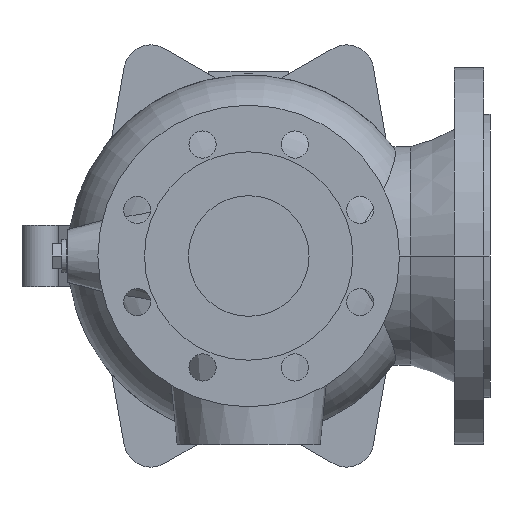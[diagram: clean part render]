
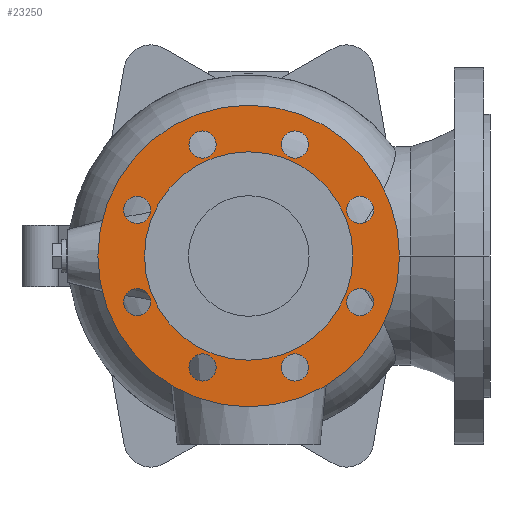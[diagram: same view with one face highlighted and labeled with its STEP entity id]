
A CAD part, front view. The second image highlights one B-rep face of the part: STEP entity #23250.
In plain terms, the highlighted planar face has unit normal (0, -1, 0).
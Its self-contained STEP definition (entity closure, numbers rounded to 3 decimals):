
#2170=CARTESIAN_POINT('',(69.1,4.,0.));
#2180=VERTEX_POINT('',#2170);
#2210=CARTESIAN_POINT('',(0.,4.,0.));
#2220=DIRECTION('',(0.,-1.,-0.));
#2230=DIRECTION('',(-1.,0.,0.));
#2240=AXIS2_PLACEMENT_3D('',#2210,#2220,#2230);
#2250=CIRCLE('',#2240,69.1);
#2260=CARTESIAN_POINT('',(-69.1,4.,0.))
;
#2270=VERTEX_POINT('',#2260);
#2280=EDGE_CURVE('',#2270,#2180,#2250,.T.);
#2570=CARTESIAN_POINT('',(-100.,4.,0.))
;
#2580=VERTEX_POINT('',#2570);
#2760=CARTESIAN_POINT('',(100.,4.,0.));
#2770=VERTEX_POINT('',#2760);
#2800=CARTESIAN_POINT('',(0.,4.,0.));
#2810=DIRECTION('',(0.,-1.,-0.));
#2820=DIRECTION('',(-1.,0.,0.));
#2830=AXIS2_PLACEMENT_3D('',#2800,#2810,#2820);
#2840=CIRCLE('',#2830,100.);
#2850=EDGE_CURVE('',#2770,#2580,#2840,.T.);
#4170=CARTESIAN_POINT('',(-82.91,4.,-30.615));
#4180=VERTEX_POINT('',#4170);
#4210=CARTESIAN_POINT('',(-73.91,4.,
-30.615));
#4220=DIRECTION('',(0.,1.,0.));
#4230=DIRECTION('',(-1.,0.,0.));
#4240=AXIS2_PLACEMENT_3D('',#4210,#4220,#4230);
#4250=CIRCLE('',#4240,9.);
#4260=CARTESIAN_POINT('',(-64.91,4.,
-30.615));
#4270=VERTEX_POINT('',#4260);
#4280=EDGE_CURVE('',#4180,#4270,#4250,.T.);
#4590=CARTESIAN_POINT('',(-64.91,4.,
30.615));
#4600=VERTEX_POINT('',#4590);
#4760=CARTESIAN_POINT('',(-82.91,4.,
30.615));
#4770=VERTEX_POINT('',#4760);
#4800=CARTESIAN_POINT('',(-73.91,4.,
30.615));
#4810=DIRECTION('',(0.,1.,0.));
#4820=DIRECTION('',(-1.,0.,0.));
#4830=AXIS2_PLACEMENT_3D('',#4800,#4810,#4820);
#4840=CIRCLE('',#4830,9.);
#4850=EDGE_CURVE('',#4770,#4600,#4840,.T.);
#5010=CARTESIAN_POINT('',(-39.615,4.,73.91));
#5020=VERTEX_POINT('',#5010);
#5050=CARTESIAN_POINT('',(-30.615,4.,
73.91));
#5060=DIRECTION('',(0.,1.,0.));
#5070=DIRECTION('',(-1.,0.,0.));
#5080=AXIS2_PLACEMENT_3D('',#5050,#5060,#5070);
#5090=CIRCLE('',#5080,9.);
#5100=CARTESIAN_POINT('',(-21.615,4.,
73.91));
#5110=VERTEX_POINT('',#5100);
#5120=EDGE_CURVE('',#5020,#5110,#5090,.T.);
#5430=CARTESIAN_POINT('',(39.615,4.,
73.91));
#5440=VERTEX_POINT('',#5430);
#5600=CARTESIAN_POINT('',(21.615,4.,
73.91));
#5610=VERTEX_POINT('',#5600);
#5640=CARTESIAN_POINT('',(30.615,4.,
73.91));
#5650=DIRECTION('',(0.,1.,0.));
#5660=DIRECTION('',(-1.,0.,0.));
#5670=AXIS2_PLACEMENT_3D('',#5640,#5650,#5660);
#5680=CIRCLE('',#5670,9.);
#5690=EDGE_CURVE('',#5610,#5440,#5680,.T.);
#5850=CARTESIAN_POINT('',(82.91,4.,
30.615));
#5860=VERTEX_POINT('',#5850);
#6020=CARTESIAN_POINT('',(64.91,4.,
30.615));
#6030=VERTEX_POINT('',#6020);
#6060=CARTESIAN_POINT('',(73.91,4.,
30.615));
#6070=DIRECTION('',(0.,1.,0.));
#6080=DIRECTION('',(-1.,0.,0.));
#6090=AXIS2_PLACEMENT_3D('',#6060,#6070,#6080);
#6100=CIRCLE('',#6090,9.);
#6110=EDGE_CURVE('',#6030,#5860,#6100,.T.);
#6270=CARTESIAN_POINT('',(82.91,4.,
-30.615));
#6280=VERTEX_POINT('',#6270);
#6310=CARTESIAN_POINT('',(73.91,4.,
-30.615));
#6320=DIRECTION('',(0.,1.,0.));
#6330=DIRECTION('',(-1.,0.,0.));
#6340=AXIS2_PLACEMENT_3D('',#6310,#6320,#6330);
#6350=CIRCLE('',#6340,9.);
#6360=CARTESIAN_POINT('',(64.91,4.,
-30.615));
#6370=VERTEX_POINT('',#6360);
#6380=EDGE_CURVE('',#6280,#6370,#6350,.T.);
#6690=CARTESIAN_POINT('',(21.615,4.,-73.91));
#6700=VERTEX_POINT('',#6690);
#6860=CARTESIAN_POINT('',(39.615,4.,
-73.91));
#6870=VERTEX_POINT('',#6860);
#6900=CARTESIAN_POINT('',(30.615,4.,
-73.91));
#6910=DIRECTION('',(0.,1.,0.));
#6920=DIRECTION('',(-1.,0.,0.));
#6930=AXIS2_PLACEMENT_3D('',#6900,#6910,#6920);
#6940=CIRCLE('',#6930,9.);
#6950=EDGE_CURVE('',#6870,#6700,#6940,.T.);
#7110=CARTESIAN_POINT('',(-21.615,4.,
-73.91));
#7120=VERTEX_POINT('',#7110);
#7280=CARTESIAN_POINT('',(-39.615,4.,
-73.91));
#7290=VERTEX_POINT('',#7280);
#7320=CARTESIAN_POINT('',(-30.615,4.,
-73.91));
#7330=DIRECTION('',(0.,1.,0.));
#7340=DIRECTION('',(-1.,0.,0.));
#7350=AXIS2_PLACEMENT_3D('',#7320,#7330,#7340);
#7360=CIRCLE('',#7350,9.);
#7370=EDGE_CURVE('',#7290,#7120,#7360,.T.);
#22700=CARTESIAN_POINT('',(-84.55,4.,0.
));
#22710=DIRECTION('',(0.,-1.,-0.));
#22720=DIRECTION('',(-1.,0.,0.));
#22730=AXIS2_PLACEMENT_3D('',#22700,#22710,#22720);
#22740=PLANE('',#22730);
#22750=EDGE_CURVE('',#7120,#7290,#7360,.T.);
#22760=ORIENTED_EDGE('',*,*,#22750,.T.);
#22770=ORIENTED_EDGE('',*,*,#7370,.T.);
#22780=EDGE_LOOP('',(#22770,#22760));
#22790=FACE_BOUND('',#22780,.T.);
#22800=EDGE_CURVE('',#6700,#6870,#6940,.T.);
#22810=ORIENTED_EDGE('',*,*,#22800,.T.);
#22820=ORIENTED_EDGE('',*,*,#6950,.T.);
#22830=EDGE_LOOP('',(#22820,#22810));
#22840=FACE_BOUND('',#22830,.T.);
#22850=ORIENTED_EDGE('',*,*,#6380,.T.);
#22860=EDGE_CURVE('',#6370,#6280,#6350,.T.);
#22870=ORIENTED_EDGE('',*,*,#22860,.T.);
#22880=EDGE_LOOP('',(#22870,#22850));
#22890=FACE_BOUND('',#22880,.T.);
#22900=EDGE_CURVE('',#5860,#6030,#6100,.T.);
#22910=ORIENTED_EDGE('',*,*,#22900,.T.);
#22920=ORIENTED_EDGE('',*,*,#6110,.T.);
#22930=EDGE_LOOP('',(#22920,#22910));
#22940=FACE_BOUND('',#22930,.T.);
#22950=EDGE_CURVE('',#5440,#5610,#5680,.T.);
#22960=ORIENTED_EDGE('',*,*,#22950,.T.);
#22970=ORIENTED_EDGE('',*,*,#5690,.T.);
#22980=EDGE_LOOP('',(#22970,#22960));
#22990=FACE_BOUND('',#22980,.T.);
#23000=ORIENTED_EDGE('',*,*,#5120,.T.);
#23010=EDGE_CURVE('',#5110,#5020,#5090,.T.);
#23020=ORIENTED_EDGE('',*,*,#23010,.T.);
#23030=EDGE_LOOP('',(#23020,#23000));
#23040=FACE_BOUND('',#23030,.T.);
#23050=EDGE_CURVE('',#4600,#4770,#4840,.T.);
#23060=ORIENTED_EDGE('',*,*,#23050,.T.);
#23070=ORIENTED_EDGE('',*,*,#4850,.T.);
#23080=EDGE_LOOP('',(#23070,#23060));
#23090=FACE_BOUND('',#23080,.T.);
#23100=ORIENTED_EDGE('',*,*,#4280,.T.);
#23110=EDGE_CURVE('',#4270,#4180,#4250,.T.);
#23120=ORIENTED_EDGE('',*,*,#23110,.T.);
#23130=EDGE_LOOP('',(#23120,#23100));
#23140=FACE_BOUND('',#23130,.T.);
#23150=EDGE_CURVE('',#2180,#2270,#2250,.T.);
#23160=ORIENTED_EDGE('',*,*,#23150,.F.);
#23170=ORIENTED_EDGE('',*,*,#2280,.F.);
#23180=EDGE_LOOP('',(#23170,#23160));
#23190=FACE_BOUND('',#23180,.T.);
#23200=EDGE_CURVE('',#2580,#2770,#2840,.T.);
#23210=ORIENTED_EDGE('',*,*,#23200,.T.);
#23220=ORIENTED_EDGE('',*,*,#2850,.T.);
#23230=EDGE_LOOP('',(#23220,#23210));
#23240=FACE_OUTER_BOUND('',#23230,.T.);
#23250=ADVANCED_FACE('',(#22790,#22840,#22890,#22940,#22990,#23040,
#23090,#23140,#23190,#23240),#22740,.T.);
